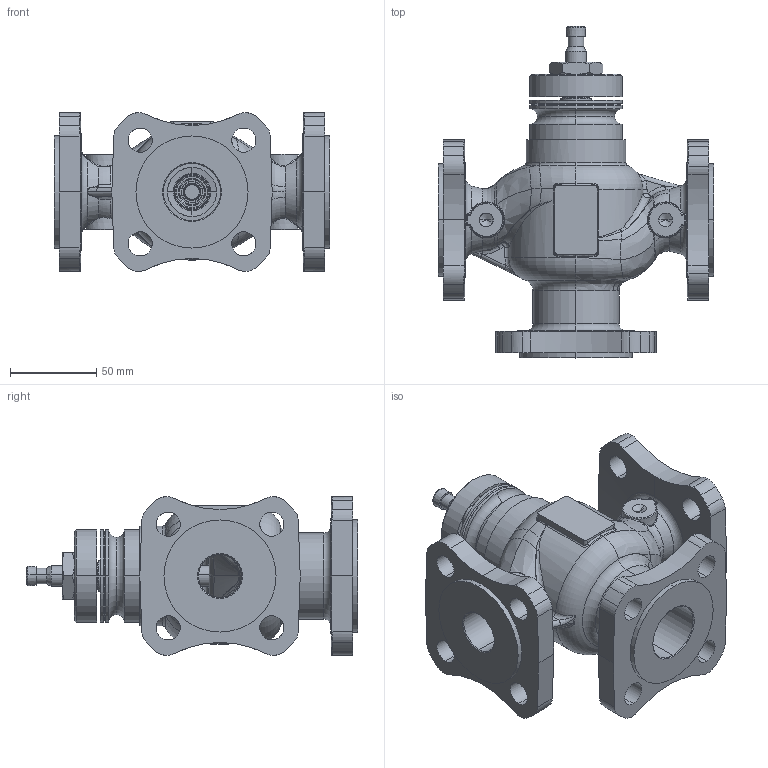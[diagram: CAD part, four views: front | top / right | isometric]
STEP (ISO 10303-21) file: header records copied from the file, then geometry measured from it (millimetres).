
FILE_DESCRIPTION((''),'2;1');
FILE_NAME('VF-3R_DN25_SW0001','2023-03-30T13:45:37',('User'),(''),'CREO PARAMETRIC BY PTC INC, 2019010','CREO PARAMETRIC BY PTC INC, 2019010','');
FILE_SCHEMA(('CONFIG_CONTROL_DESIGN'));
Products named in the file (1): VF-3R_DN25_SW0001
Bounding box: 160 x 192.5 x 92.08 mm (x, y, z)
Surface area: 139725.6 mm2 (no closed solid volume)
Topology: 0 solids, 19 shells, 720 faces, 2299 edges, 1547 vertices
Faces by surface type: bspline 351, cylinder 180, plane 74, cone 69, torus 44, sphere 2
Entity records: 76277 total; most frequent: CARTESIAN_POINT 59411, ORIENTED_EDGE 3970, DIRECTION 2344, EDGE_CURVE 2291, VERTEX_POINT 1547, B_SPLINE_CURVE_WITH_KNOTS 1283, AXIS2_PLACEMENT_3D 967, EDGE_LOOP 780
